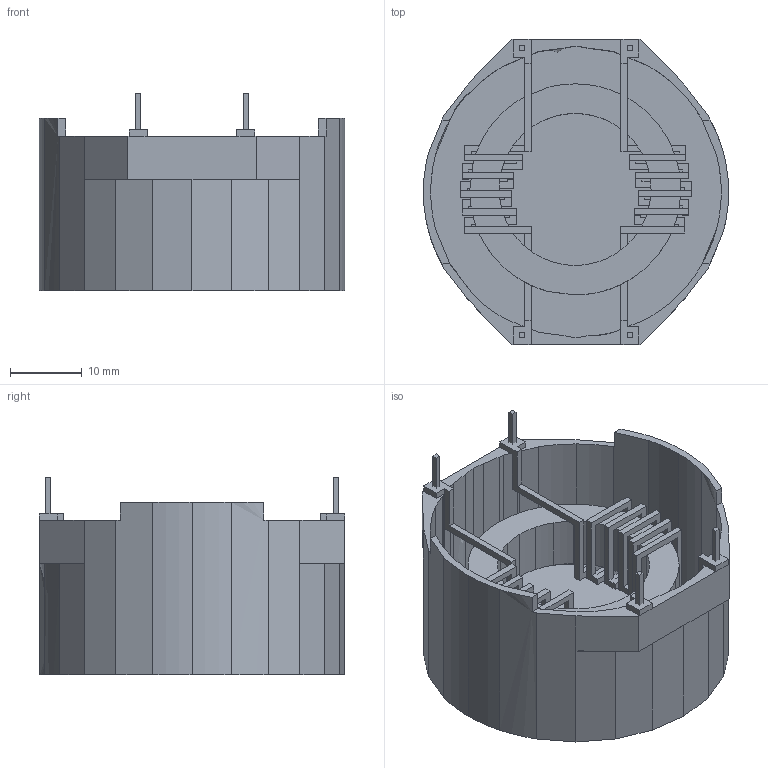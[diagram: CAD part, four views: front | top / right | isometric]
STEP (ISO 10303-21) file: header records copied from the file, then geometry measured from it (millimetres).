
FILE_DESCRIPTION(('FreeCAD Model'),'2;1');
FILE_NAME('X06H.step', '2018-04-25T11:36:35',('FreeCAD'),('FreeCAD'), 'Open CASCADE STEP processor 6.3','FreeCAD','Unknown');
FILE_SCHEMA(('AUTOMOTIVE_DESIGN_CC2 { 1 2 10303 214 -1 1 5 4 }'));
Length unit declared in the file: millimetre
Products named in the file (6): X06H002; X06H; X06H005; X06H004; X06H001; X06H003
Bounding box: 42.5 x 42.52 x 27.5 mm (x, y, z)
Volume: 7009.7 mm3; surface area: 12217.1 mm2
Topology: 6 solids, 6 shells, 682 faces, 1969 edges, 1304 vertices
Faces by surface type: plane 620, cylinder 57, cone 5
Entity records: 52292 total; most frequent: CARTESIAN_POINT 13347, DIRECTION 7025, LINE 5305, VECTOR 5305, ORIENTED_EDGE 3938, PCURVE 3938, DEFINITIONAL_REPRESENTATION 3938, EDGE_CURVE 1969
